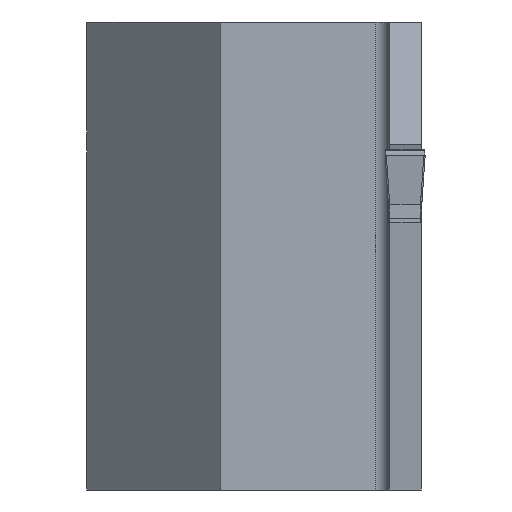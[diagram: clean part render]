
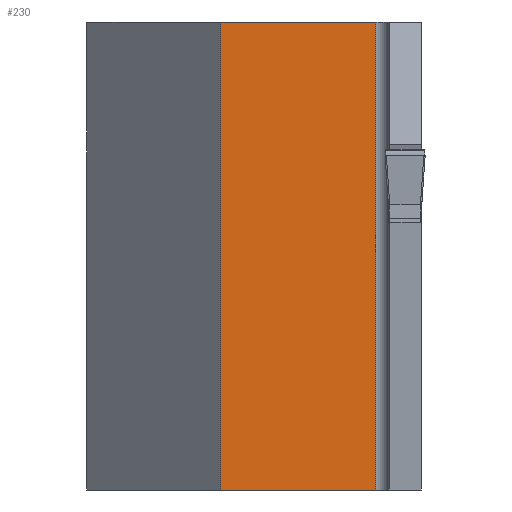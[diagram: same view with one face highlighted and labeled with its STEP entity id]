
A CAD part, left-side view. The second image highlights one B-rep face of the part: STEP entity #230.
In plain terms, the highlighted planar face has unit normal (-1, 0, 0).
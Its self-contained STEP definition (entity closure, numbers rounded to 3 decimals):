
#230=ADVANCED_FACE('',(#301),#270,.T.);
#270=PLANE('',#947);
#301=FACE_OUTER_BOUND('',#341,.T.);
#341=EDGE_LOOP('',(#400,#401,#402,#403));
#400=ORIENTED_EDGE('',*,*,#682,.F.);
#401=ORIENTED_EDGE('',*,*,#683,.T.);
#402=ORIENTED_EDGE('',*,*,#684,.T.);
#403=ORIENTED_EDGE('',*,*,#685,.T.);
#612=VERTEX_POINT('',#1232);
#613=VERTEX_POINT('',#1233);
#614=VERTEX_POINT('',#1235);
#615=VERTEX_POINT('',#1237);
#682=EDGE_CURVE('',#612,#613,#787,.T.);
#683=EDGE_CURVE('',#612,#614,#788,.T.);
#684=EDGE_CURVE('',#614,#615,#789,.T.);
#685=EDGE_CURVE('',#615,#613,#790,.T.);
#787=LINE('',#1231,#871);
#788=LINE('',#1234,#872);
#789=LINE('',#1236,#873);
#790=LINE('',#1238,#874);
#871=VECTOR('',#1020,1.);
#872=VECTOR('',#1021,1.);
#873=VECTOR('',#1022,1.);
#874=VECTOR('',#1023,1.);
#947=AXIS2_PLACEMENT_3D('',#1239,#1024,#1025);
#1020=DIRECTION('',(0.,-1.,0.));
#1021=DIRECTION('',(0.,0.,-1.));
#1022=DIRECTION('',(0.,-1.,0.));
#1023=DIRECTION('',(0.,0.,1.));
#1024=DIRECTION('',(-1.,0.,0.));
#1025=DIRECTION('',(0.,0.,1.));
#1231=CARTESIAN_POINT('',(21.,225.695,10.));
#1232=CARTESIAN_POINT('',(21.,15.,10.));
#1233=CARTESIAN_POINT('',(21.,3.4,10.));
#1234=CARTESIAN_POINT('',(21.,15.,30.));
#1235=CARTESIAN_POINT('',(21.,15.,-25.));
#1236=CARTESIAN_POINT('',(21.,225.695,-25.));
#1237=CARTESIAN_POINT('',(21.,3.4,-25.));
#1238=CARTESIAN_POINT('',(21.,3.4,10.));
#1239=CARTESIAN_POINT('',(21.,225.695,10.));
